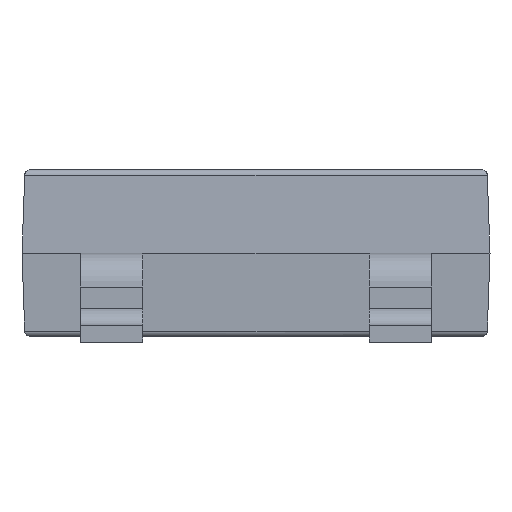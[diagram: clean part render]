
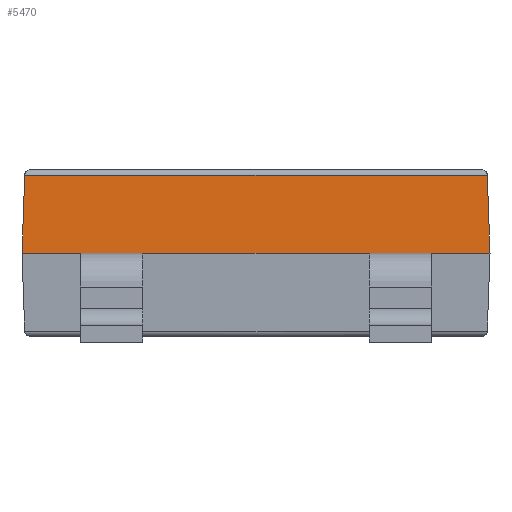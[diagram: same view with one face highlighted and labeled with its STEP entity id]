
A CAD part, front view. The second image highlights one B-rep face of the part: STEP entity #5470.
In plain terms, the highlighted planar face has unit normal (0, -0.999, 0.035).
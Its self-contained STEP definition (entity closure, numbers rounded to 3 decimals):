
#237 = CARTESIAN_POINT ( 'NONE',  ( -4.14, -3.175, 0. ) ) ;
#295 = VECTOR ( 'NONE', #9137, 1000. ) ;
#313 = ORIENTED_EDGE ( 'NONE', *, *, #4577, .T. ) ;
#1207 = CARTESIAN_POINT ( 'NONE',  ( -4.14, -3.175, 0. ) ) ;
#2069 = ORIENTED_EDGE ( 'NONE', *, *, #4613, .T. ) ;
#2404 = LINE ( 'NONE', #15815, #2891 ) ;
#2482 = CARTESIAN_POINT ( 'NONE',  ( -4.092, -3.127, 1.378 ) ) ;
#2576 = ORIENTED_EDGE ( 'NONE', *, *, #6182, .T. ) ;
#2830 = EDGE_CURVE ( 'NONE', #11188, #8036, #16905, .T. ) ;
#2891 = VECTOR ( 'NONE', #17721, 1000. ) ;
#3100 = LINE ( 'NONE', #1207, #10438 ) ;
#3439 = ORIENTED_EDGE ( 'NONE', *, *, #17706, .F. ) ;
#3464 = CARTESIAN_POINT ( 'NONE',  ( -2., -3.175, 0. ) ) ;
#3669 = CARTESIAN_POINT ( 'NONE',  ( 4.14, -3.175, 0. ) ) ;
#3740 = CARTESIAN_POINT ( 'NONE',  ( -4.14, -3.175, 0. ) ) ;
#3753 = LINE ( 'NONE', #22891, #18891 ) ;
#4211 = CARTESIAN_POINT ( 'NONE',  ( 3.1, -3.175, 0. ) ) ;
#4577 = EDGE_CURVE ( 'NONE', #7461, #6000, #6058, .T. ) ;
#4613 = EDGE_CURVE ( 'NONE', #10722, #10547, #2404, .T. ) ;
#4886 = VECTOR ( 'NONE', #12885, 1000. ) ;
#5389 = CARTESIAN_POINT ( 'NONE',  ( 4.14, -3.175, 0. ) ) ;
#5470 = ADVANCED_FACE ( 'NONE', ( #11210 ), #16966, .T. ) ;
#5678 = CARTESIAN_POINT ( 'NONE',  ( -3.1, -3.175, 0. ) ) ;
#6000 = VERTEX_POINT ( 'NONE', #8291 ) ;
#6058 = LINE ( 'NONE', #17593, #24617 ) ;
#6182 = EDGE_CURVE ( 'NONE', #12377, #11188, #3753, .T. ) ;
#6390 = LINE ( 'NONE', #18061, #17497 ) ;
#7461 = VERTEX_POINT ( 'NONE', #24346 ) ;
#8036 = VERTEX_POINT ( 'NONE', #237 ) ;
#8291 = CARTESIAN_POINT ( 'NONE',  ( 2., -3.175, 0. ) ) ;
#8989 = AXIS2_PLACEMENT_3D ( 'NONE', #17690, #16051, #10191 ) ;
#9137 = DIRECTION ( 'NONE',  ( -1., 0., 0. ) ) ;
#9356 = DIRECTION ( 'NONE',  ( 0.035, -0.035, -0.999 ) ) ;
#10191 = DIRECTION ( 'NONE',  ( 0., -0.035, -0.999 ) ) ;
#10438 = VECTOR ( 'NONE', #12762, 1000. ) ;
#10547 = VERTEX_POINT ( 'NONE', #5389 ) ;
#10722 = VERTEX_POINT ( 'NONE', #4211 ) ;
#11188 = VERTEX_POINT ( 'NONE', #2482 ) ;
#11207 = EDGE_CURVE ( 'NONE', #6000, #10722, #6390, .T. ) ;
#11210 = FACE_OUTER_BOUND ( 'NONE', #17618, .T. ) ;
#11737 = EDGE_CURVE ( 'NONE', #7461, #14509, #18656, .T. ) ;
#11946 = DIRECTION ( 'NONE',  ( 1., 0., 0. ) ) ;
#12377 = VERTEX_POINT ( 'NONE', #15059 ) ;
#12762 = DIRECTION ( 'NONE',  ( 1., 0., 0. ) ) ;
#12885 = DIRECTION ( 'NONE',  ( -0.035, -0.035, -0.999 ) ) ;
#14509 = VERTEX_POINT ( 'NONE', #5678 ) ;
#15059 = CARTESIAN_POINT ( 'NONE',  ( 4.092, -3.127, 1.378 ) ) ;
#15149 = ORIENTED_EDGE ( 'NONE', *, *, #11737, .F. ) ;
#15815 = CARTESIAN_POINT ( 'NONE',  ( -4.14, -3.175, 0. ) ) ;
#16051 = DIRECTION ( 'NONE',  ( 0., -0.999, 0.035 ) ) ;
#16905 = LINE ( 'NONE', #3740, #4886 ) ;
#16966 = PLANE ( 'NONE',  #8989 ) ;
#17108 = ORIENTED_EDGE ( 'NONE', *, *, #11207, .T. ) ;
#17497 = VECTOR ( 'NONE', #17673, 1000. ) ;
#17593 = CARTESIAN_POINT ( 'NONE',  ( -4.14, -3.175, 0. ) ) ;
#17618 = EDGE_LOOP ( 'NONE', ( #3439, #2576, #20971, #17767, #15149, #313, #17108, #2069 ) ) ;
#17673 = DIRECTION ( 'NONE',  ( 1., 0., 0. ) ) ;
#17690 = CARTESIAN_POINT ( 'NONE',  ( -4.14, -3.175, 0. ) ) ;
#17706 = EDGE_CURVE ( 'NONE', #12377, #10547, #24799, .T. ) ;
#17721 = DIRECTION ( 'NONE',  ( 1., 0., 0. ) ) ;
#17767 = ORIENTED_EDGE ( 'NONE', *, *, #22517, .T. ) ;
#18061 = CARTESIAN_POINT ( 'NONE',  ( 2., -3.175, 0. ) ) ;
#18656 = LINE ( 'NONE', #3464, #295 ) ;
#18891 = VECTOR ( 'NONE', #24881, 1000. ) ;
#20971 = ORIENTED_EDGE ( 'NONE', *, *, #2830, .T. ) ;
#22517 = EDGE_CURVE ( 'NONE', #8036, #14509, #3100, .T. ) ;
#22891 = CARTESIAN_POINT ( 'NONE',  ( -4.14, -3.127, 1.378 ) ) ;
#23610 = VECTOR ( 'NONE', #9356, 1000. ) ;
#24346 = CARTESIAN_POINT ( 'NONE',  ( -2., -3.175, 0. ) ) ;
#24617 = VECTOR ( 'NONE', #11946, 1000. ) ;
#24799 = LINE ( 'NONE', #3669, #23610 ) ;
#24881 = DIRECTION ( 'NONE',  ( -1., 0., 0. ) ) ;
